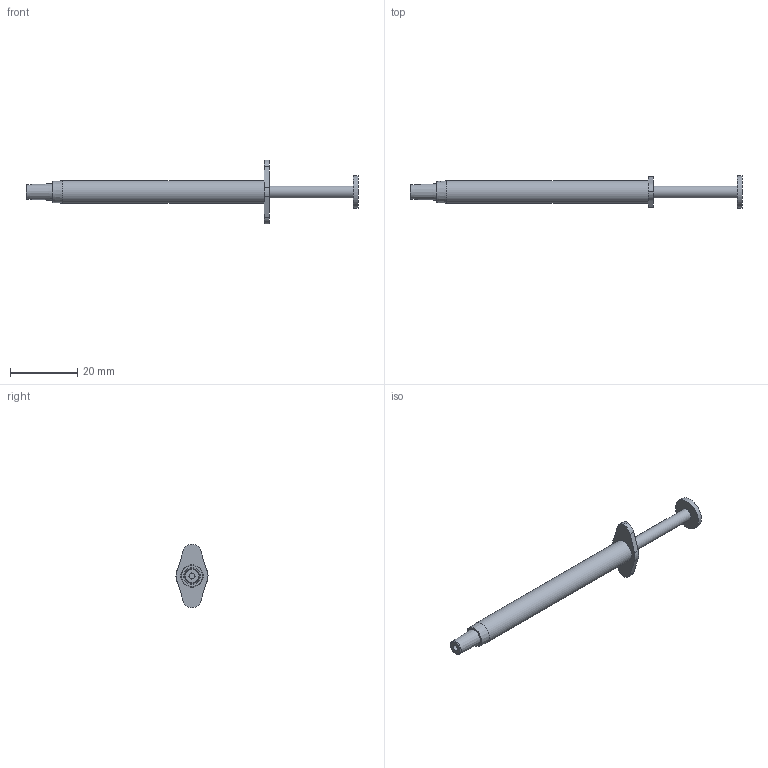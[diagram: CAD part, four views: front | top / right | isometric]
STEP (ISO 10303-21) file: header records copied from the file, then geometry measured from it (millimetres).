
FILE_DESCRIPTION(/* description */ ('STEP AP242','CAx-IF Rec.Pracs.---Representation and Presentation of Product Manufacturing Information (PMI)---4.0---2014-10-13','CAx-IF Rec.Pracs.---3D Tessellated Geometry---0.4---2014-09-14','2;1'),/* implementation_level */ '2;1');
FILE_NAME(/* name */ '6707bdd7a41a6a3ab1ca3ba8',/* time_stamp */ '2024-10-10T11:43:20Z',/* author */ (''),/* organization */ (''),/* preprocessor_version */ 'ST-DEVELOPER v20',/* originating_system */ ' ',/* authorisation */ ' ');
FILE_SCHEMA (('AP242_MANAGED_MODEL_BASED_3D_ENGINEERING_MIM_LF { 1 0 10303 442 1 1 4 }'));
Length unit declared in the file: millimetre
Products named in the file (2): Part 2; Part 1
Bounding box: 99 x 9.6 x 19.08 mm (x, y, z)
Volume: 2100.3 mm3; surface area: 3445.3 mm2
Topology: 2 solids, 2 shells, 26 faces, 54 edges, 36 vertices
Faces by surface type: plane 12, cylinder 11, cone 2, torus 1
Full cylindrical faces by diameter (mm): 1.8 x1, 3.56 x1, 4.5 x1, 6.67 x1, 9.6 x1
Entity records: 698 total; most frequent: DIRECTION 126, CARTESIAN_POINT 106, ORIENTED_EDGE 88, AXIS2_PLACEMENT_3D 54, EDGE_CURVE 44, EDGE_LOOP 40, FACE_BOUND 40, VERTEX_POINT 34
